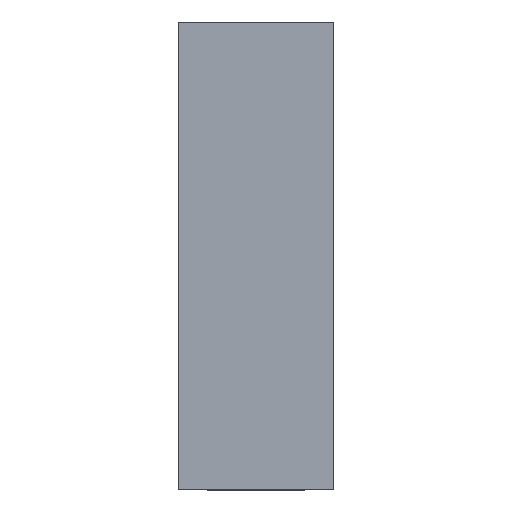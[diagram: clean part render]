
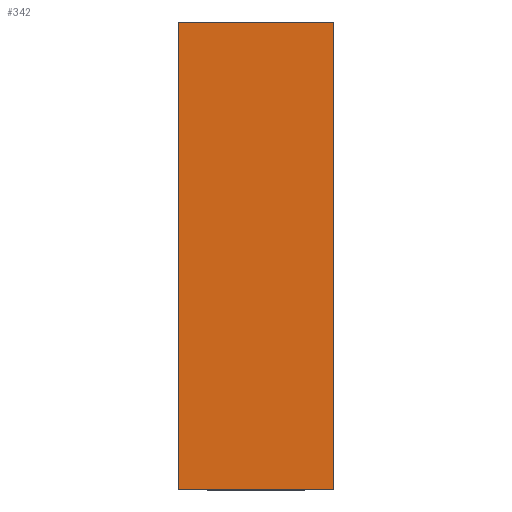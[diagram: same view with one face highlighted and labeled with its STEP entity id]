
A CAD part, top view. The second image highlights one B-rep face of the part: STEP entity #342.
In plain terms, the highlighted planar face has unit normal (0, 0, 1).
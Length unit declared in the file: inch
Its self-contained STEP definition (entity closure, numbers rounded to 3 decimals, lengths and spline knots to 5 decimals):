
#282=CARTESIAN_POINT('',(8.38987,6.2443,-0.235));
#283=VERTEX_POINT('',#282);
#290=CARTESIAN_POINT('',(8.38987,0.2443,-0.235));
#291=VERTEX_POINT('',#290);
#292=CARTESIAN_POINT('',(8.38987,3.2443,-0.235));
#293=DIRECTION('',(0.,-1.,0.));
#294=VECTOR('',#293,1.);
#295=LINE('',#292,#294);
#296=EDGE_CURVE('',#283,#291,#295,.T.);
#312=ORIENTED_EDGE('',*,*,#296,.F.);
#313=CARTESIAN_POINT('',(6.38987,6.2443,-0.235));
#314=VERTEX_POINT('',#313);
#315=CARTESIAN_POINT('',(8.38987,6.2443,-0.235));
#316=DIRECTION('',(-1.,0.,0.));
#317=VECTOR('',#316,1.);
#318=LINE('',#315,#317);
#319=EDGE_CURVE('',#283,#314,#318,.T.);
#320=ORIENTED_EDGE('',*,*,#319,.T.);
#321=CARTESIAN_POINT('',(6.38987,0.2443,-0.235));
#322=VERTEX_POINT('',#321);
#323=CARTESIAN_POINT('',(6.38987,3.2443,-0.235));
#324=DIRECTION('',(0.,1.,0.));
#325=VECTOR('',#324,1.);
#326=LINE('',#323,#325);
#327=EDGE_CURVE('',#322,#314,#326,.T.);
#328=ORIENTED_EDGE('',*,*,#327,.F.);
#329=CARTESIAN_POINT('',(8.38987,0.2443,-0.235));
#330=DIRECTION('',(1.,0.,0.));
#331=VECTOR('',#330,1.);
#332=LINE('',#329,#331);
#333=EDGE_CURVE('',#322,#291,#332,.T.);
#334=ORIENTED_EDGE('',*,*,#333,.T.);
#335=EDGE_LOOP('',(#312,#320,#328,#334));
#336=FACE_OUTER_BOUND('',#335,.T.);
#337=CARTESIAN_POINT('',(7.38987,3.2443,-0.235));
#338=DIRECTION('',(0.,0.,1.));
#339=DIRECTION('',(1.,0.,0.));
#340=AXIS2_PLACEMENT_3D('',#337,#338,#339);
#341=PLANE('',#340);
#342=ADVANCED_FACE('',(#336),#341,.T.);
